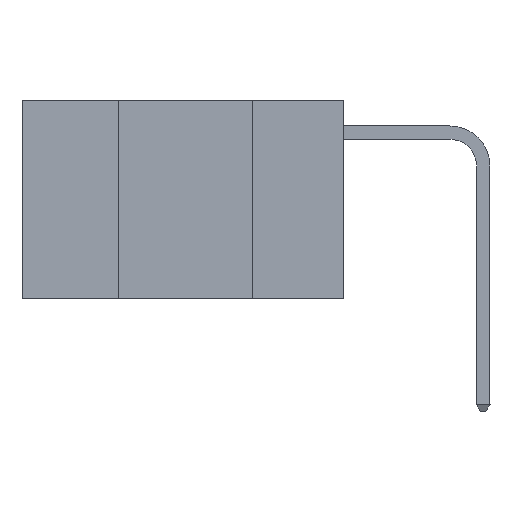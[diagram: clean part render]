
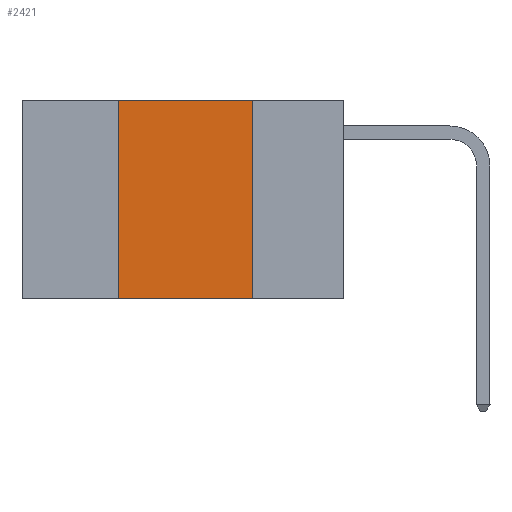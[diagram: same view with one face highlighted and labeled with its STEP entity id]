
A CAD part, left-side view. The second image highlights one B-rep face of the part: STEP entity #2421.
In plain terms, the highlighted planar face has unit normal (-1, 0, 0).
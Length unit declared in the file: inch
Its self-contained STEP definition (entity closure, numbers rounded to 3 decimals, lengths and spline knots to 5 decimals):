
#624 = LINE ( 'NONE', #16223, #24158 ) ;
#695 = VERTEX_POINT ( 'NONE', #5849 ) ;
#916 = AXIS2_PLACEMENT_3D ( 'NONE', #18695, #14170, #16571 ) ;
#1285 = LINE ( 'NONE', #16897, #24059 ) ;
#2421 = ADVANCED_FACE ( 'NONE', ( #6989 ), #11631, .F. ) ;
#2555 = CARTESIAN_POINT ( 'NONE',  ( 0., 0.6, 0. ) ) ;
#2697 = DIRECTION ( 'NONE',  ( 0., -1., 0. ) ) ;
#2724 = DIRECTION ( 'NONE',  ( 0., 0., -1. ) ) ;
#4665 = CARTESIAN_POINT ( 'NONE',  ( 0., 0.6, -0.37 ) ) ;
#4836 = EDGE_LOOP ( 'NONE', ( #21388, #12492, #18790, #27489 ) ) ;
#5285 = CARTESIAN_POINT ( 'NONE',  ( 0., 0.42, 0. ) ) ;
#5725 = VERTEX_POINT ( 'NONE', #6643 ) ;
#5765 = VECTOR ( 'NONE', #20421, 39.37008 ) ;
#5849 = CARTESIAN_POINT ( 'NONE',  ( 0., 0.42, -0.37 ) ) ;
#6643 = CARTESIAN_POINT ( 'NONE',  ( 0., 0.17, 0. ) ) ;
#6989 = FACE_OUTER_BOUND ( 'NONE', #4836, .T. ) ;
#9308 = VERTEX_POINT ( 'NONE', #22719 ) ;
#11566 = EDGE_CURVE ( 'NONE', #19885, #5725, #23103, .T. ) ;
#11631 = PLANE ( 'NONE',  #916 ) ;
#12492 = ORIENTED_EDGE ( 'NONE', *, *, #11566, .F. ) ;
#13266 = EDGE_CURVE ( 'NONE', #695, #9308, #17885, .T. ) ;
#14170 = DIRECTION ( 'NONE',  ( 1., 0., 0. ) ) ;
#15713 = EDGE_CURVE ( 'NONE', #695, #19885, #1285, .T. ) ;
#16220 = VECTOR ( 'NONE', #2697, 39.37008 ) ;
#16223 = CARTESIAN_POINT ( 'NONE',  ( 0., 0.17, 0. ) ) ;
#16571 = DIRECTION ( 'NONE',  ( 0., 0., -1. ) ) ;
#16897 = CARTESIAN_POINT ( 'NONE',  ( 0., 0.42, 0. ) ) ;
#17885 = LINE ( 'NONE', #4665, #5765 ) ;
#18695 = CARTESIAN_POINT ( 'NONE',  ( 0., 0.6, 0. ) ) ;
#18790 = ORIENTED_EDGE ( 'NONE', *, *, #15713, .F. ) ;
#19153 = DIRECTION ( 'NONE',  ( 0., 0., 1. ) ) ;
#19772 = EDGE_CURVE ( 'NONE', #5725, #9308, #624, .T. ) ;
#19885 = VERTEX_POINT ( 'NONE', #5285 ) ;
#20421 = DIRECTION ( 'NONE',  ( 0., -1., 0. ) ) ;
#21388 = ORIENTED_EDGE ( 'NONE', *, *, #19772, .F. ) ;
#22719 = CARTESIAN_POINT ( 'NONE',  ( 0., 0.17, -0.37 ) ) ;
#23103 = LINE ( 'NONE', #2555, #16220 ) ;
#24059 = VECTOR ( 'NONE', #19153, 39.37008 ) ;
#24158 = VECTOR ( 'NONE', #2724, 39.37008 ) ;
#27489 = ORIENTED_EDGE ( 'NONE', *, *, #13266, .T. ) ;
